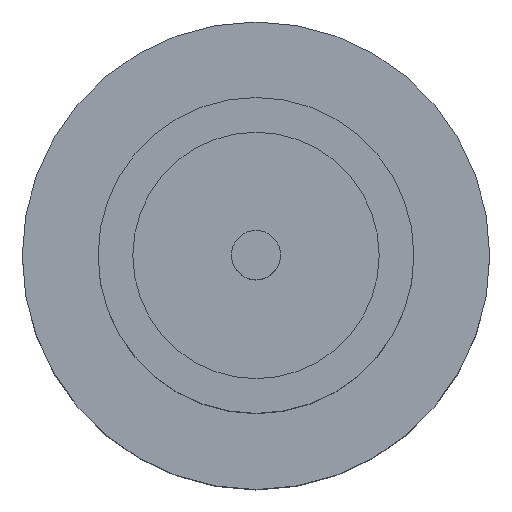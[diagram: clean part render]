
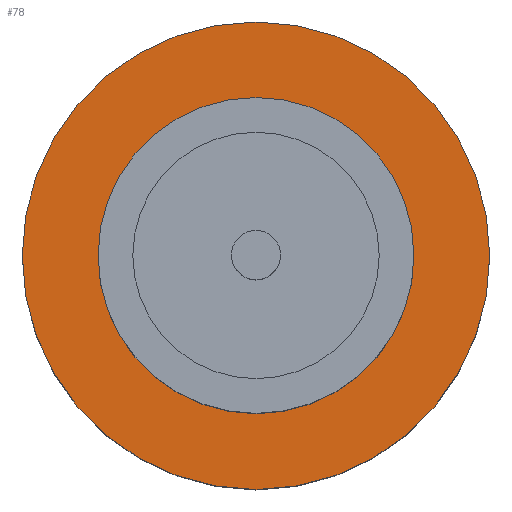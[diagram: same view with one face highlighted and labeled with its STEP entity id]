
A CAD part, top view. The second image highlights one B-rep face of the part: STEP entity #78.
In plain terms, the highlighted planar face has unit normal (0, 0, 1).
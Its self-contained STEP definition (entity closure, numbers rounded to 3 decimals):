
#6 = EDGE_CURVE ( 'NONE', #274, #331, #436, .T. ) ;
#37 = DIRECTION ( 'NONE',  ( 1., 0., 0. ) ) ;
#78 = ADVANCED_FACE ( 'NONE', ( #466, #152 ), #101, .T. ) ;
#86 = CIRCLE ( 'NONE', #311, 1.25 ) ;
#95 = ORIENTED_EDGE ( 'NONE', *, *, #334, .F. ) ;
#99 = EDGE_CURVE ( 'NONE', #485, #428, #441, .T. ) ;
#101 = PLANE ( 'NONE',  #660 ) ;
#104 = CARTESIAN_POINT ( 'NONE',  ( 0., 0., 1.55 ) ) ;
#127 = CARTESIAN_POINT ( 'NONE',  ( -1.25, 0., 1.55 ) ) ;
#152 = FACE_OUTER_BOUND ( 'NONE', #156, .T. ) ;
#156 = EDGE_LOOP ( 'NONE', ( #168, #664 ) ) ;
#164 = CARTESIAN_POINT ( 'NONE',  ( 0., 0., 1.55 ) ) ;
#168 = ORIENTED_EDGE ( 'NONE', *, *, #180, .T. ) ;
#174 = CARTESIAN_POINT ( 'NONE',  ( 1.85, 0., 1.55 ) ) ;
#180 = EDGE_CURVE ( 'NONE', #428, #485, #560, .T. ) ;
#216 = CARTESIAN_POINT ( 'NONE',  ( 0., 0., 1.55 ) ) ;
#218 = DIRECTION ( 'NONE',  ( 1., 0., 0. ) ) ;
#274 = VERTEX_POINT ( 'NONE', #127 ) ;
#284 = DIRECTION ( 'NONE',  ( 0., 0., 1. ) ) ;
#302 = CARTESIAN_POINT ( 'NONE',  ( -1.85, 0., 1.55 ) ) ;
#311 = AXIS2_PLACEMENT_3D ( 'NONE', #216, #576, #525 ) ;
#331 = VERTEX_POINT ( 'NONE', #447 ) ;
#334 = EDGE_CURVE ( 'NONE', #331, #274, #86, .T. ) ;
#336 = ORIENTED_EDGE ( 'NONE', *, *, #6, .F. ) ;
#406 = DIRECTION ( 'NONE',  ( 0., 0., 1. ) ) ;
#415 = DIRECTION ( 'NONE',  ( 0., 0., 1. ) ) ;
#428 = VERTEX_POINT ( 'NONE', #302 ) ;
#436 = CIRCLE ( 'NONE', #448, 1.25 ) ;
#441 = CIRCLE ( 'NONE', #496, 1.85 ) ;
#447 = CARTESIAN_POINT ( 'NONE',  ( 1.25, 0., 1.55 ) ) ;
#448 = AXIS2_PLACEMENT_3D ( 'NONE', #164, #406, #218 ) ;
#466 = FACE_BOUND ( 'NONE', #734, .T. ) ;
#484 = AXIS2_PLACEMENT_3D ( 'NONE', #104, #651, #528 ) ;
#485 = VERTEX_POINT ( 'NONE', #174 ) ;
#496 = AXIS2_PLACEMENT_3D ( 'NONE', #531, #415, #544 ) ;
#525 = DIRECTION ( 'NONE',  ( 1., 0., 0. ) ) ;
#528 = DIRECTION ( 'NONE',  ( 1., 0., 0. ) ) ;
#531 = CARTESIAN_POINT ( 'NONE',  ( 0., 0., 1.55 ) ) ;
#544 = DIRECTION ( 'NONE',  ( 1., 0., 0. ) ) ;
#560 = CIRCLE ( 'NONE', #484, 1.85 ) ;
#576 = DIRECTION ( 'NONE',  ( 0., 0., 1. ) ) ;
#651 = DIRECTION ( 'NONE',  ( 0., 0., 1. ) ) ;
#660 = AXIS2_PLACEMENT_3D ( 'NONE', #731, #284, #37 ) ;
#664 = ORIENTED_EDGE ( 'NONE', *, *, #99, .T. ) ;
#731 = CARTESIAN_POINT ( 'NONE',  ( 0., 0., 1.55 ) ) ;
#734 = EDGE_LOOP ( 'NONE', ( #95, #336 ) ) ;
